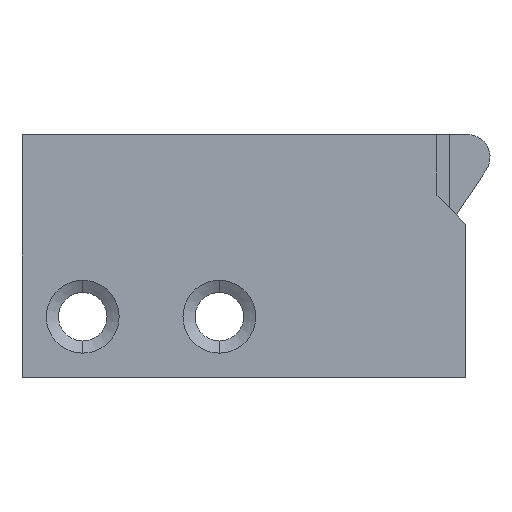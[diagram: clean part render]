
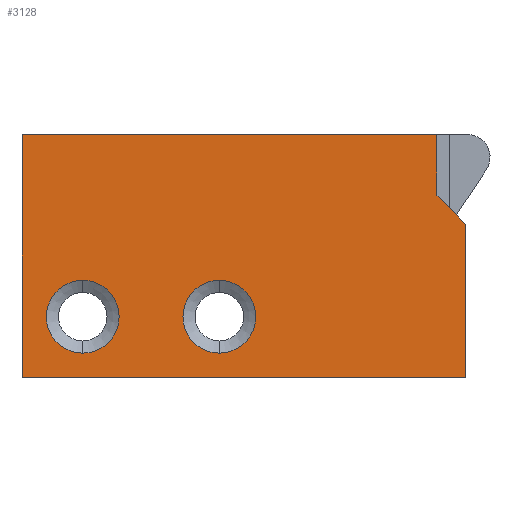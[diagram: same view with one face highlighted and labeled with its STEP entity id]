
A CAD part, front view. The second image highlights one B-rep face of the part: STEP entity #3128.
In plain terms, the highlighted planar face has unit normal (0, -1, 0).
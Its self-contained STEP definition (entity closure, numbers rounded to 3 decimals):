
#7 = EDGE_CURVE ( 'NONE', #1597, #1797, #2423, .T. ) ;
#28 = EDGE_CURVE ( 'NONE', #1613, #2849, #1686, .T. ) ;
#82 = CARTESIAN_POINT ( 'NONE',  ( -7.04, -1.165, -5. ) ) ;
#88 = AXIS2_PLACEMENT_3D ( 'NONE', #2138, #1102, #3131 ) ;
#99 = ORIENTED_EDGE ( 'NONE', *, *, #2888, .F. ) ;
#144 = ORIENTED_EDGE ( 'NONE', *, *, #329, .T. ) ;
#172 = CARTESIAN_POINT ( 'NONE',  ( -5.04, -1.165, -4.2 ) ) ;
#180 = CARTESIAN_POINT ( 'NONE',  ( 3.034, -1.165, 3. ) ) ;
#195 = DIRECTION ( 'NONE',  ( 1., 0., 0. ) ) ;
#276 = FACE_BOUND ( 'NONE', #859, .T. ) ;
#329 = EDGE_CURVE ( 'NONE', #1531, #1895, #1808, .T. ) ;
#367 = EDGE_CURVE ( 'NONE', #792, #986, #2501, .T. ) ;
#381 = DIRECTION ( 'NONE',  ( 0., 0., -1. ) ) ;
#429 = AXIS2_PLACEMENT_3D ( 'NONE', #3044, #1277, #1530 ) ;
#499 = VERTEX_POINT ( 'NONE', #1418 ) ;
#522 = CARTESIAN_POINT ( 'NONE',  ( 7.581, -1.165, -5. ) ) ;
#567 = LINE ( 'NONE', #831, #1860 ) ;
#568 = DIRECTION ( 'NONE',  ( -0.707, 0., 0.707 ) ) ;
#582 = CARTESIAN_POINT ( 'NONE',  ( -0.54, -1.165, -4.2 ) ) ;
#670 = DIRECTION ( 'NONE',  ( 0., -1., 0. ) ) ;
#676 = ORIENTED_EDGE ( 'NONE', *, *, #7, .F. ) ;
#792 = VERTEX_POINT ( 'NONE', #1827 ) ;
#831 = CARTESIAN_POINT ( 'NONE',  ( 7.581, -1.165, -5. ) ) ;
#859 = EDGE_LOOP ( 'NONE', ( #1346, #876 ) ) ;
#876 = ORIENTED_EDGE ( 'NONE', *, *, #367, .F. ) ;
#896 = EDGE_LOOP ( 'NONE', ( #1441, #1312 ) ) ;
#986 = VERTEX_POINT ( 'NONE', #172 ) ;
#1004 = VERTEX_POINT ( 'NONE', #1901 ) ;
#1013 = VECTOR ( 'NONE', #568, 1000. ) ;
#1033 = VECTOR ( 'NONE', #2032, 1000. ) ;
#1102 = DIRECTION ( 'NONE',  ( 0., -1., 0. ) ) ;
#1109 = CARTESIAN_POINT ( 'NONE',  ( -0.54, -1.165, -3. ) ) ;
#1224 = DIRECTION ( 'NONE',  ( 0., 0., 1. ) ) ;
#1239 = CARTESIAN_POINT ( 'NONE',  ( 3.034, -1.165, 3. ) ) ;
#1277 = DIRECTION ( 'NONE',  ( 0., -1., 0. ) ) ;
#1307 = LINE ( 'NONE', #82, #1033 ) ;
#1312 = ORIENTED_EDGE ( 'NONE', *, *, #28, .F. ) ;
#1346 = ORIENTED_EDGE ( 'NONE', *, *, #1410, .F. ) ;
#1360 = CARTESIAN_POINT ( 'NONE',  ( -0.54, -1.165, -1.8 ) ) ;
#1410 = EDGE_CURVE ( 'NONE', #986, #792, #1754, .T. ) ;
#1418 = CARTESIAN_POINT ( 'NONE',  ( 7.581, -1.165, -5. ) ) ;
#1441 = ORIENTED_EDGE ( 'NONE', *, *, #2660, .F. ) ;
#1463 = FACE_BOUND ( 'NONE', #896, .T. ) ;
#1530 = DIRECTION ( 'NONE',  ( 0., 0., -1. ) ) ;
#1531 = VERTEX_POINT ( 'NONE', #2349 ) ;
#1597 = VERTEX_POINT ( 'NONE', #2829 ) ;
#1598 = CIRCLE ( 'NONE', #2121, 1.2 ) ;
#1613 = VERTEX_POINT ( 'NONE', #1360 ) ;
#1686 = CIRCLE ( 'NONE', #2777, 1.2 ) ;
#1706 = CARTESIAN_POINT ( 'NONE',  ( 6.628, -1.165, 3. ) ) ;
#1754 = CIRCLE ( 'NONE', #88, 1.2 ) ;
#1797 = VERTEX_POINT ( 'NONE', #1706 ) ;
#1808 = LINE ( 'NONE', #2563, #1013 ) ;
#1813 = ORIENTED_EDGE ( 'NONE', *, *, #1982, .F. ) ;
#1827 = CARTESIAN_POINT ( 'NONE',  ( -5.04, -1.165, -1.8 ) ) ;
#1855 = DIRECTION ( 'NONE',  ( 0., -1., 0. ) ) ;
#1860 = VECTOR ( 'NONE', #2532, 1000. ) ;
#1870 = CARTESIAN_POINT ( 'NONE',  ( 6.628, -1.165, 3. ) ) ;
#1895 = VERTEX_POINT ( 'NONE', #3153 ) ;
#1901 = CARTESIAN_POINT ( 'NONE',  ( -7.04, -1.165, -5. ) ) ;
#1982 = EDGE_CURVE ( 'NONE', #499, #1004, #2743, .T. ) ;
#1995 = FACE_OUTER_BOUND ( 'NONE', #2333, .T. ) ;
#2012 = DIRECTION ( 'NONE',  ( 0., 1., 0. ) ) ;
#2032 = DIRECTION ( 'NONE',  ( 0., 0., -1. ) ) ;
#2095 = LINE ( 'NONE', #1870, #2821 ) ;
#2101 = VECTOR ( 'NONE', #195, 1000. ) ;
#2121 = AXIS2_PLACEMENT_3D ( 'NONE', #1109, #1855, #381 ) ;
#2138 = CARTESIAN_POINT ( 'NONE',  ( -5.04, -1.165, -3. ) ) ;
#2333 = EDGE_LOOP ( 'NONE', ( #99, #676, #2868, #1813, #2721, #144 ) ) ;
#2349 = CARTESIAN_POINT ( 'NONE',  ( 7.581, -1.165, 0.047 ) ) ;
#2423 = LINE ( 'NONE', #180, #2101 ) ;
#2448 = PLANE ( 'NONE',  #2875 ) ;
#2501 = CIRCLE ( 'NONE', #429, 1.2 ) ;
#2532 = DIRECTION ( 'NONE',  ( 0., 0., 1. ) ) ;
#2563 = CARTESIAN_POINT ( 'NONE',  ( 3.831, -1.165, 3.797 ) ) ;
#2660 = EDGE_CURVE ( 'NONE', #2849, #1613, #1598, .T. ) ;
#2721 = ORIENTED_EDGE ( 'NONE', *, *, #2832, .T. ) ;
#2743 = LINE ( 'NONE', #522, #2771 ) ;
#2771 = VECTOR ( 'NONE', #3008, 1000. ) ;
#2777 = AXIS2_PLACEMENT_3D ( 'NONE', #2895, #670, #3093 ) ;
#2793 = EDGE_CURVE ( 'NONE', #1597, #1004, #1307, .T. ) ;
#2821 = VECTOR ( 'NONE', #3168, 1000. ) ;
#2829 = CARTESIAN_POINT ( 'NONE',  ( -7.04, -1.165, 3. ) ) ;
#2832 = EDGE_CURVE ( 'NONE', #499, #1531, #567, .T. ) ;
#2849 = VERTEX_POINT ( 'NONE', #582 ) ;
#2868 = ORIENTED_EDGE ( 'NONE', *, *, #2793, .T. ) ;
#2875 = AXIS2_PLACEMENT_3D ( 'NONE', #1239, #2012, #1224 ) ;
#2888 = EDGE_CURVE ( 'NONE', #1797, #1895, #2095, .T. ) ;
#2895 = CARTESIAN_POINT ( 'NONE',  ( -0.54, -1.165, -3. ) ) ;
#3008 = DIRECTION ( 'NONE',  ( -1., 0., 0. ) ) ;
#3044 = CARTESIAN_POINT ( 'NONE',  ( -5.04, -1.165, -3. ) ) ;
#3093 = DIRECTION ( 'NONE',  ( 0., 0., -1. ) ) ;
#3128 = ADVANCED_FACE ( 'NONE', ( #276, #1463, #1995 ), #2448, .F. ) ;
#3131 = DIRECTION ( 'NONE',  ( 0., 0., -1. ) ) ;
#3153 = CARTESIAN_POINT ( 'NONE',  ( 6.628, -1.165, 1. ) ) ;
#3168 = DIRECTION ( 'NONE',  ( 0., 0., -1. ) ) ;
